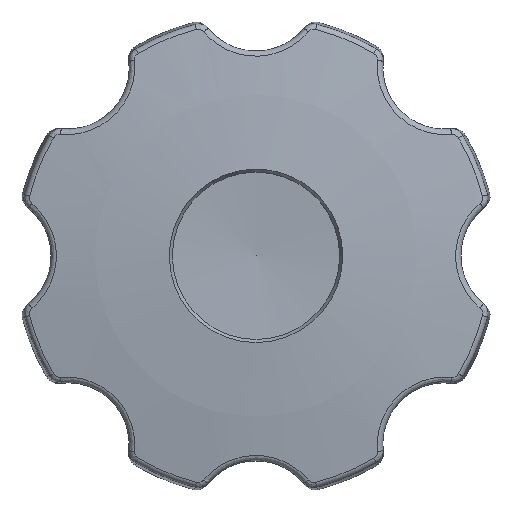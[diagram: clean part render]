
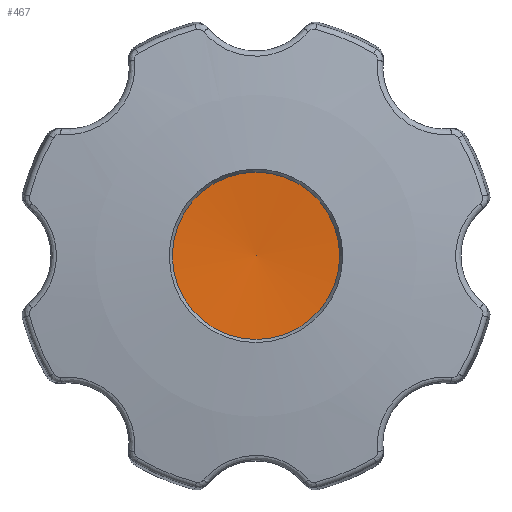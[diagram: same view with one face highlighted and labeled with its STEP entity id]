
A CAD part, top view. The second image highlights one B-rep face of the part: STEP entity #467.
In plain terms, the highlighted spherical face has radius 84.351 mm.
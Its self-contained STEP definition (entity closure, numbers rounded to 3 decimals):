
#467 = ADVANCED_FACE( '', ( #1052 ), #1053, .F. );
#1052 = FACE_OUTER_BOUND( '', #3224, .T. );
#1053 = SPHERICAL_SURFACE( '', #3225, 84.351 );
#3224 = EDGE_LOOP( '', ( #7177 ) );
#3225 = AXIS2_PLACEMENT_3D( '', #7178, #7179, #7180 );
#7177 = ORIENTED_EDGE( '', *, *, #8393, .T. );
#7178 = CARTESIAN_POINT( '', ( 0., 0., 111.851 ) );
#7179 = DIRECTION( '', ( 0., 0., 1. ) );
#7180 = DIRECTION( '', ( 1., 0., 0. ) );
#8393 = EDGE_CURVE( '', #9333, #9333, #9334, .T. );
#9333 = VERTEX_POINT( '', #11262 );
#9334 = CIRCLE( '', #11263, 9.5 );
#11262 = CARTESIAN_POINT( '', ( 9.5, 0., 28.037 ) );
#11263 = AXIS2_PLACEMENT_3D( '', #13929, #13930, #13931 );
#13929 = CARTESIAN_POINT( '', ( 0., 0., 28.037 ) );
#13930 = DIRECTION( '', ( 0., 0., 1. ) );
#13931 = DIRECTION( '', ( 1., 0., 0. ) );
